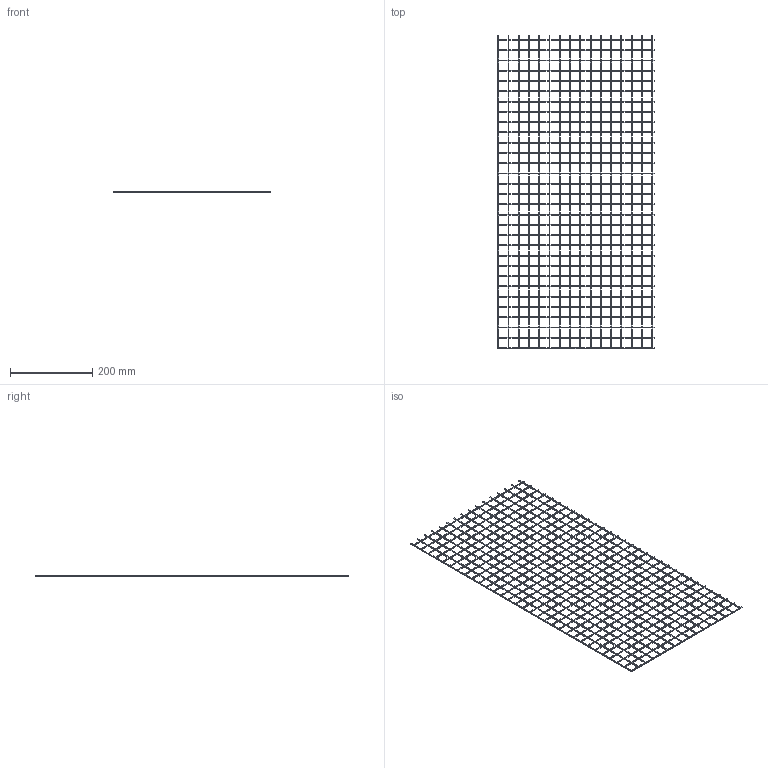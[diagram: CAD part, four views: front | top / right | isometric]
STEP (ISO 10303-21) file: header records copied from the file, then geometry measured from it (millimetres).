
FILE_DESCRIPTION(/* description */ (''),/* implementation_level */ '2;1');
FILE_NAME(/* name */ '63-000-BK.step',/* time_stamp */ '2022-08-31T14:56:42-04:00',/* author */ (''),/* organization */ (''),/* preprocessor_version */ 'ST-DEVELOPER v19',/* originating_system */ 'Autodesk Translation Framework v11.7.0.108',/* authorisation */ '');
FILE_SCHEMA (('AUTOMOTIVE_DESIGN { 1 0 10303 214 3 1 1 }'));
Products named in the file (1): (Unsaved)
Bounding box: 381 x 762 x 2.19 mm (x, y, z)
Volume: 109310.8 mm3; surface area: 195941.2 mm2
Topology: 1 solids, 1 shells, 1988 faces, 5958 edges, 3972 vertices
Faces by surface type: plane 1988
Entity records: 67395 total; most frequent: CARTESIAN_POINT 11919, ORIENTED_EDGE 11916, DIRECTION 9936, LINE 5958, VECTOR 5958, EDGE_CURVE 5958, VERTEX_POINT 3972, EDGE_LOOP 2888
